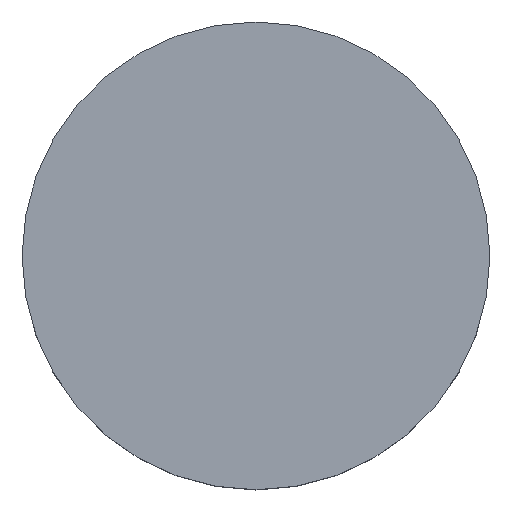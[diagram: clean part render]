
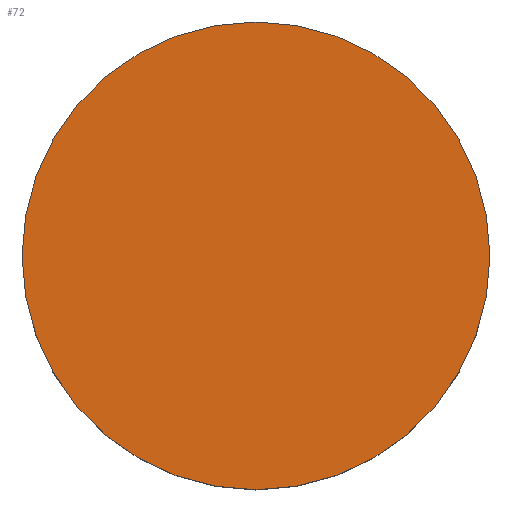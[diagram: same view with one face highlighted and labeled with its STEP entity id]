
A CAD part, top view. The second image highlights one B-rep face of the part: STEP entity #72.
In plain terms, the highlighted planar face has unit normal (0, 0, 1).
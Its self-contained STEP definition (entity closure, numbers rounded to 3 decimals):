
#1 = EDGE_CURVE ( 'NONE', #47, #172, #124, .T. ) ;
#8 = DIRECTION ( 'NONE',  ( 1., 0., 0. ) ) ;
#13 = AXIS2_PLACEMENT_3D ( 'NONE', #95, #119, #169 ) ;
#15 = FACE_OUTER_BOUND ( 'NONE', #61, .T. ) ;
#21 = PLANE ( 'NONE',  #122 ) ;
#24 = CARTESIAN_POINT ( 'NONE',  ( 0., 0., 2.5 ) ) ;
#26 = ORIENTED_EDGE ( 'NONE', *, *, #36, .T. ) ;
#36 = EDGE_CURVE ( 'NONE', #172, #47, #86, .T. ) ;
#38 = DIRECTION ( 'NONE',  ( 1., 0., 0. ) ) ;
#39 = DIRECTION ( 'NONE',  ( 0., 0., 1. ) ) ;
#47 = VERTEX_POINT ( 'NONE', #81 ) ;
#54 = ORIENTED_EDGE ( 'NONE', *, *, #1, .T. ) ;
#61 = EDGE_LOOP ( 'NONE', ( #26, #54 ) ) ;
#72 = ADVANCED_FACE ( 'NONE', ( #15 ), #21, .T. ) ;
#81 = CARTESIAN_POINT ( 'NONE',  ( 5., 0., 2.5 ) ) ;
#86 = CIRCLE ( 'NONE', #152, 5. ) ;
#95 = CARTESIAN_POINT ( 'NONE',  ( 0., 0., 2.5 ) ) ;
#96 = CARTESIAN_POINT ( 'NONE',  ( 0., 0., 2.5 ) ) ;
#108 = CARTESIAN_POINT ( 'NONE',  ( -5., 0., 2.5 ) ) ;
#111 = DIRECTION ( 'NONE',  ( 0., 0., 1. ) ) ;
#119 = DIRECTION ( 'NONE',  ( 0., 0., 1. ) ) ;
#122 = AXIS2_PLACEMENT_3D ( 'NONE', #24, #39, #38 ) ;
#124 = CIRCLE ( 'NONE', #13, 5. ) ;
#152 = AXIS2_PLACEMENT_3D ( 'NONE', #96, #111, #8 ) ;
#169 = DIRECTION ( 'NONE',  ( 1., 0., 0. ) ) ;
#172 = VERTEX_POINT ( 'NONE', #108 ) ;
